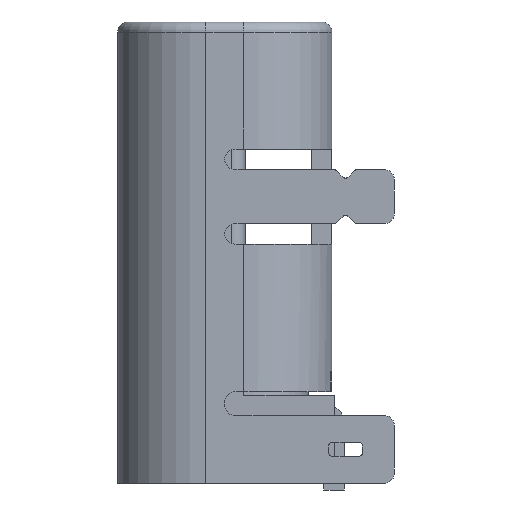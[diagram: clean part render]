
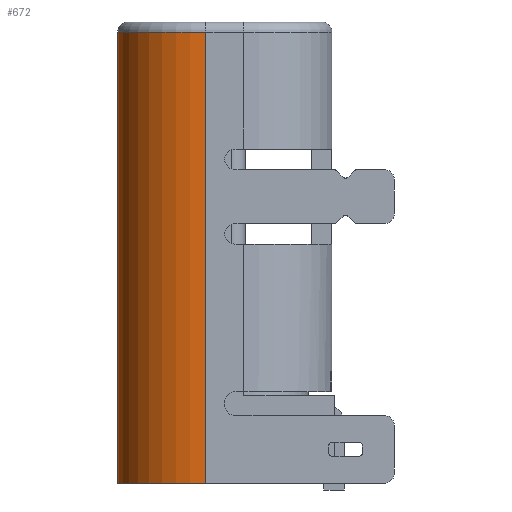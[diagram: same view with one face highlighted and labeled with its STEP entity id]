
A CAD part, left-side view. The second image highlights one B-rep face of the part: STEP entity #672.
In plain terms, the highlighted cylindrical face has radius 1.3 mm (diameter 2.6 mm), a partial arc.
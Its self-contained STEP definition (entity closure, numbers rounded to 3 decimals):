
#313 = VECTOR ( 'NONE', #22311, 1000. ) ;
#611 = LINE ( 'NONE', #18859, #313 ) ;
#672 = ADVANCED_FACE ( 'NONE', ( #12492 ), #21397, .T. ) ;
#2556 = EDGE_LOOP ( 'NONE', ( #14899, #21086, #3227, #16184 ) ) ;
#2844 = VERTEX_POINT ( 'NONE', #17353 ) ;
#3042 = VECTOR ( 'NONE', #12592, 1000. ) ;
#3227 = ORIENTED_EDGE ( 'NONE', *, *, #13746, .T. ) ;
#6367 = VERTEX_POINT ( 'NONE', #11891 ) ;
#6655 = VERTEX_POINT ( 'NONE', #14668 ) ;
#8357 = CARTESIAN_POINT ( 'NONE',  ( -3.17, 1.58, -3.4 ) ) ;
#9166 = DIRECTION ( 'NONE',  ( -1., 0., 0. ) ) ;
#9354 = AXIS2_PLACEMENT_3D ( 'NONE', #10455, #13695, #11923 ) ;
#9498 = LINE ( 'NONE', #19806, #3042 ) ;
#10455 = CARTESIAN_POINT ( 'NONE',  ( -3.17, 0.28, 7.042 ) ) ;
#11891 = CARTESIAN_POINT ( 'NONE',  ( -4.47, 0.28, 3.25 ) ) ;
#11923 = DIRECTION ( 'NONE',  ( -1., 0., 0. ) ) ;
#12368 = AXIS2_PLACEMENT_3D ( 'NONE', #21485, #16187, #9166 ) ;
#12492 = FACE_OUTER_BOUND ( 'NONE', #2556, .T. ) ;
#12592 = DIRECTION ( 'NONE',  ( 0., 0., -1. ) ) ;
#13695 = DIRECTION ( 'NONE',  ( 0., 0., -1. ) ) ;
#13746 = EDGE_CURVE ( 'NONE', #6655, #15939, #611, .T. ) ;
#14211 = EDGE_CURVE ( 'NONE', #6367, #6655, #18725, .T. ) ;
#14668 = CARTESIAN_POINT ( 'NONE',  ( -3.17, 1.58, 3.25 ) ) ;
#14899 = ORIENTED_EDGE ( 'NONE', *, *, #21877, .F. ) ;
#15939 = VERTEX_POINT ( 'NONE', #8357 ) ;
#16184 = ORIENTED_EDGE ( 'NONE', *, *, #17815, .F. ) ;
#16187 = DIRECTION ( 'NONE',  ( 0., 0., -1. ) ) ;
#17353 = CARTESIAN_POINT ( 'NONE',  ( -4.47, 0.28, -3.4 ) ) ;
#17815 = EDGE_CURVE ( 'NONE', #2844, #15939, #21947, .T. ) ;
#18249 = CARTESIAN_POINT ( 'NONE',  ( -3.17, 0.28, 3.25 ) ) ;
#18725 = CIRCLE ( 'NONE', #19020, 1.3 ) ;
#18859 = CARTESIAN_POINT ( 'NONE',  ( -3.17, 1.58, 3.4 ) ) ;
#19020 = AXIS2_PLACEMENT_3D ( 'NONE', #18249, #21851, #20331 ) ;
#19806 = CARTESIAN_POINT ( 'NONE',  ( -4.47, 0.28, 3.4 ) ) ;
#20331 = DIRECTION ( 'NONE',  ( -1., 0., 0. ) ) ;
#21086 = ORIENTED_EDGE ( 'NONE', *, *, #14211, .T. ) ;
#21397 = CYLINDRICAL_SURFACE ( 'NONE', #9354, 1.3 ) ;
#21485 = CARTESIAN_POINT ( 'NONE',  ( -3.17, 0.28, -3.4 ) ) ;
#21851 = DIRECTION ( 'NONE',  ( 0., 0., -1. ) ) ;
#21877 = EDGE_CURVE ( 'NONE', #6367, #2844, #9498, .T. ) ;
#21947 = CIRCLE ( 'NONE', #12368, 1.3 ) ;
#22311 = DIRECTION ( 'NONE',  ( 0., 0., -1. ) ) ;
